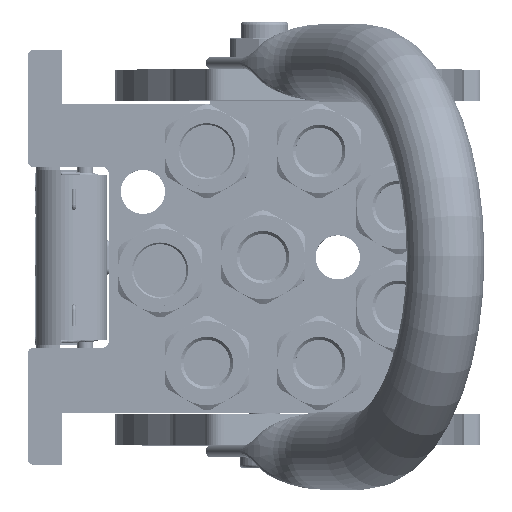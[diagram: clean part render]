
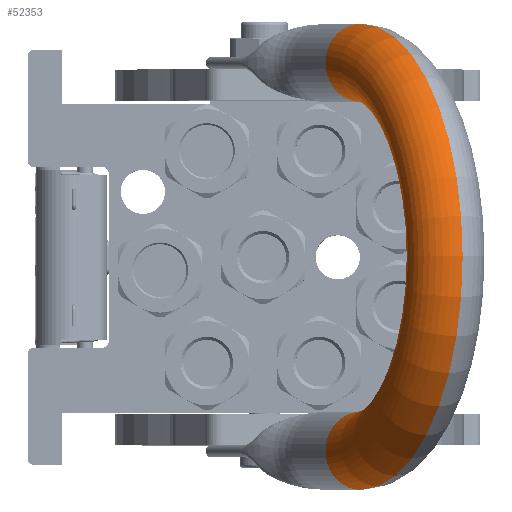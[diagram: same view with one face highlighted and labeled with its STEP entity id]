
A CAD part, top view. The second image highlights one B-rep face of the part: STEP entity #52353.
In plain terms, the highlighted toroidal (fillet/blend) face has major radius 62.25 mm and minor radius 12.5 mm.
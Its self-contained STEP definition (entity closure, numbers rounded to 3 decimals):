
#540 = DIRECTION ( 'NONE',  ( -1., 0., 0. ) ) ;
#584 = DIRECTION ( 'NONE',  ( 0., 0., 1. ) ) ;
#601 = EDGE_LOOP ( 'NONE', ( #93467, #99598, #13239, #23129 ) ) ;
#13239 = ORIENTED_EDGE ( 'NONE', *, *, #73809, .F. ) ;
#13282 = DIRECTION ( 'NONE',  ( 0., 1., 0. ) ) ;
#14767 = VERTEX_POINT ( 'NONE', #52389 ) ;
#19748 = VERTEX_POINT ( 'NONE', #44391 ) ;
#20057 = DIRECTION ( 'NONE',  ( 1., 0., 0. ) ) ;
#20495 = DIRECTION ( 'NONE',  ( 0., 1., 0. ) ) ;
#21567 = DIRECTION ( 'NONE',  ( -1., 0., 0. ) ) ;
#23129 = ORIENTED_EDGE ( 'NONE', *, *, #70841, .T. ) ;
#24793 = DIRECTION ( 'NONE',  ( 1., 0., 0. ) ) ;
#35781 = VERTEX_POINT ( 'NONE', #129926 ) ;
#41806 = CIRCLE ( 'NONE', #72570, 49.75 ) ;
#44391 = CARTESIAN_POINT ( 'NONE',  ( -74.75, 0., 25.25 ) ) ;
#47790 = CARTESIAN_POINT ( 'NONE',  ( 74.75, 0., 25.25 ) ) ;
#48519 = VERTEX_POINT ( 'NONE', #47790 ) ;
#50869 = CIRCLE ( 'NONE', #134806, 12.5 ) ;
#52353 = ADVANCED_FACE ( 'NONE', ( #115440 ), #56480, .T. ) ;
#52389 = CARTESIAN_POINT ( 'NONE',  ( 49.75, 0., 25.25 ) ) ;
#52521 = CARTESIAN_POINT ( 'NONE',  ( 0., 0., 25.25 ) ) ;
#55366 = CARTESIAN_POINT ( 'NONE',  ( 0., 0., 25.25 ) ) ;
#56480 = TOROIDAL_SURFACE ( 'NONE', #81804, 62.25, 12.5 ) ;
#63204 = CARTESIAN_POINT ( 'NONE',  ( 0., 0., 25.25 ) ) ;
#70841 = EDGE_CURVE ( 'NONE', #19748, #35781, #50869, .T. ) ;
#72570 = AXIS2_PLACEMENT_3D ( 'NONE', #55366, #13282, #97433 ) ;
#73809 = EDGE_CURVE ( 'NONE', #19748, #48519, #117130, .T. ) ;
#81804 = AXIS2_PLACEMENT_3D ( 'NONE', #52521, #20495, #20057 ) ;
#83766 = EDGE_CURVE ( 'NONE', #35781, #14767, #41806, .T. ) ;
#93467 = ORIENTED_EDGE ( 'NONE', *, *, #83766, .T. ) ;
#97433 = DIRECTION ( 'NONE',  ( -1., 0., 0. ) ) ;
#99598 = ORIENTED_EDGE ( 'NONE', *, *, #124220, .F. ) ;
#108937 = AXIS2_PLACEMENT_3D ( 'NONE', #109460, #119479, #24793 ) ;
#109460 = CARTESIAN_POINT ( 'NONE',  ( 62.25, 0., 25.25 ) ) ;
#115440 = FACE_OUTER_BOUND ( 'NONE', #601, .T. ) ;
#117130 = CIRCLE ( 'NONE', #127029, 74.75 ) ;
#118928 = CIRCLE ( 'NONE', #108937, 12.5 ) ;
#119479 = DIRECTION ( 'NONE',  ( 0., 0., -1. ) ) ;
#124220 = EDGE_CURVE ( 'NONE', #48519, #14767, #118928, .T. ) ;
#125864 = CARTESIAN_POINT ( 'NONE',  ( -62.25, 0., 25.25 ) ) ;
#127029 = AXIS2_PLACEMENT_3D ( 'NONE', #63204, #134024, #540 ) ;
#129926 = CARTESIAN_POINT ( 'NONE',  ( -49.75, 0., 25.25 ) ) ;
#134024 = DIRECTION ( 'NONE',  ( 0., 1., 0. ) ) ;
#134806 = AXIS2_PLACEMENT_3D ( 'NONE', #125864, #584, #21567 ) ;
